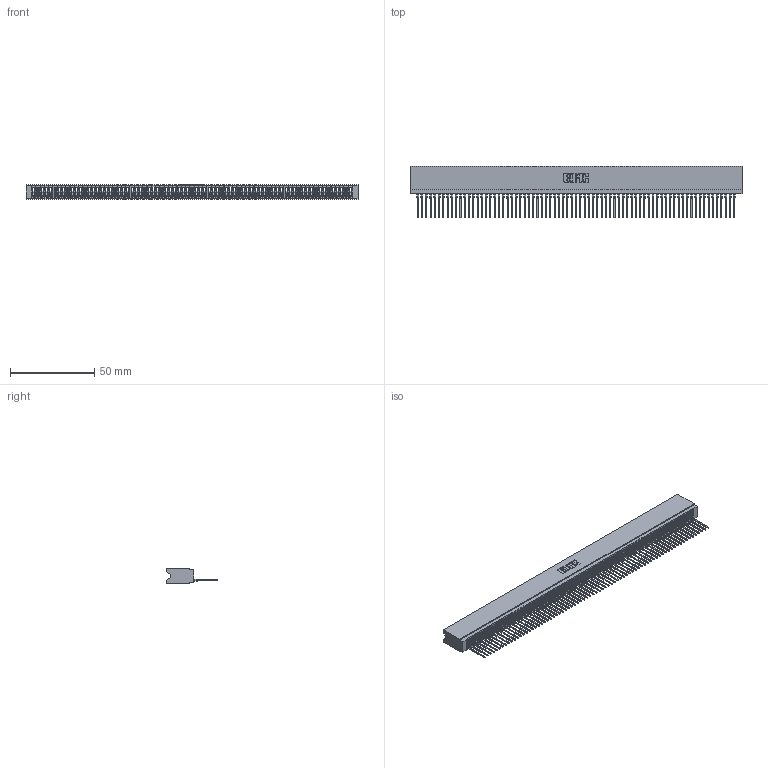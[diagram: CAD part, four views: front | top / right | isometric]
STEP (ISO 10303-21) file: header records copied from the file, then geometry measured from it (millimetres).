
FILE_DESCRIPTION (( 'STEP AP203' ), '1' );
FILE_NAME ('745-075-540-106.STEP', '2026-02-26T14:58:35', ( '' ), ( '' ), 'SwSTEP 2.0', 'SolidWorks 2023', '' );
FILE_SCHEMA (( 'CONFIG_CONTROL_DESIGN' ));
Length unit declared in the file: millimetre
Products named in the file (3): 745 Part_Insulator Option - 06; 745-075-540-106; 745-292-001_540
Assembly tree (76 placements, depth 2):
  745-075-540-106
    745 Part_Insulator Option - 06
    745-292-001_540  x75
Bounding box: 197.1 x 30.62 x 8.89 mm (x, y, z)
Volume: 17015.4 mm3; surface area: 33202.8 mm2
Topology: 76 solids, 76 shells, 8496 faces, 23360 edges, 14722 vertices
Faces by surface type: plane 5081, bspline 1500, cylinder 1465, torus 450
Entity records: 119379 total; most frequent: CARTESIAN_POINT 21539, ORIENTED_EDGE 21116, DIRECTION 18268, EDGE_CURVE 10558, LINE 9926, VECTOR 9926, VERTEX_POINT 6730, AXIS2_PLACEMENT_3D 4171
